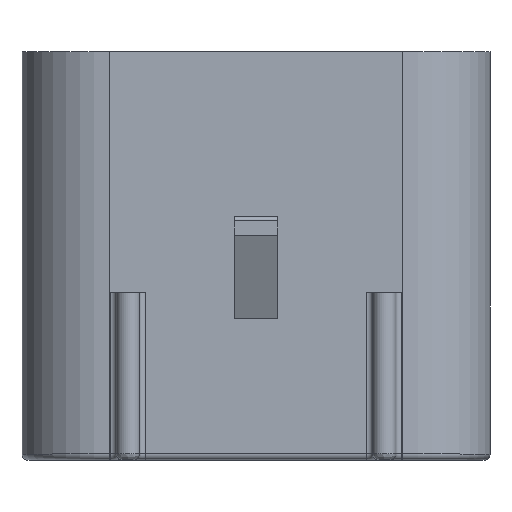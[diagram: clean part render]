
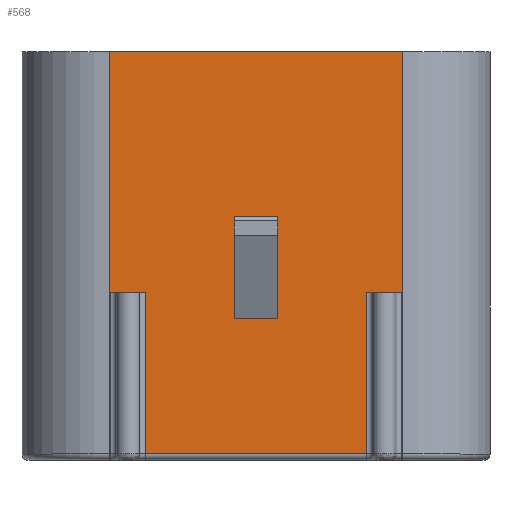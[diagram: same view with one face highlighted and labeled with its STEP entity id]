
A CAD part, top view. The second image highlights one B-rep face of the part: STEP entity #568.
In plain terms, the highlighted planar face has unit normal (0, 0, 1).
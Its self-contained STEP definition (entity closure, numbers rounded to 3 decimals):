
#551=FACE_BOUND('',#1266,.T.);
#552=FACE_BOUND('',#1267,.T.);
#568=ADVANCED_FACE('',(#551,#552),#840,.T.);
#840=PLANE('',#5215);
#1266=EDGE_LOOP('',(#2563,#2564,#2565,#2566,#2567,#2568,#2569,#2570,#2571,
#2572,#2573,#2574));
#1267=EDGE_LOOP('',(#2575,#2576,#2577,#2578));
#1562=LINE('',#7426,#1985);
#1615=LINE('',#7732,#2038);
#1616=LINE('',#7736,#2039);
#1617=LINE('',#7739,#2040);
#1618=LINE('',#7740,#2041);
#1619=LINE('',#7742,#2042);
#1620=LINE('',#7744,#2043);
#1621=LINE('',#7746,#2044);
#1622=LINE('',#7748,#2045);
#1623=LINE('',#7750,#2046);
#1624=LINE('',#7752,#2047);
#1625=LINE('',#7754,#2048);
#1626=LINE('',#7755,#2049);
#1627=LINE('',#7758,#2050);
#1628=LINE('',#7760,#2051);
#1629=LINE('',#7762,#2052);
#1985=VECTOR('',#5769,1.);
#2038=VECTOR('',#5946,1.);
#2039=VECTOR('',#5951,1.);
#2040=VECTOR('',#5952,1.);
#2041=VECTOR('',#5953,1.);
#2042=VECTOR('',#5954,1.);
#2043=VECTOR('',#5955,1.);
#2044=VECTOR('',#5956,1.);
#2045=VECTOR('',#5957,1.);
#2046=VECTOR('',#5958,1.);
#2047=VECTOR('',#5959,1.);
#2048=VECTOR('',#5960,1.);
#2049=VECTOR('',#5961,1.);
#2050=VECTOR('',#5962,1.);
#2051=VECTOR('',#5963,1.);
#2052=VECTOR('',#5964,1.);
#2563=ORIENTED_EDGE('',*,*,#4527,.T.);
#2564=ORIENTED_EDGE('',*,*,#4528,.T.);
#2565=ORIENTED_EDGE('',*,*,#4525,.F.);
#2566=ORIENTED_EDGE('',*,*,#4409,.T.);
#2567=ORIENTED_EDGE('',*,*,#4529,.T.);
#2568=ORIENTED_EDGE('',*,*,#4530,.T.);
#2569=ORIENTED_EDGE('',*,*,#4531,.T.);
#2570=ORIENTED_EDGE('',*,*,#4532,.F.);
#2571=ORIENTED_EDGE('',*,*,#4533,.T.);
#2572=ORIENTED_EDGE('',*,*,#4534,.T.);
#2573=ORIENTED_EDGE('',*,*,#4535,.T.);
#2574=ORIENTED_EDGE('',*,*,#4536,.F.);
#2575=ORIENTED_EDGE('',*,*,#4537,.F.);
#2576=ORIENTED_EDGE('',*,*,#4538,.F.);
#2577=ORIENTED_EDGE('',*,*,#4539,.T.);
#2578=ORIENTED_EDGE('',*,*,#4540,.F.);
#3919=VERTEX_POINT('',#7425);
#3920=VERTEX_POINT('',#7427);
#4025=VERTEX_POINT('',#7733);
#4026=VERTEX_POINT('',#7737);
#4027=VERTEX_POINT('',#7738);
#4028=VERTEX_POINT('',#7741);
#4029=VERTEX_POINT('',#7743);
#4030=VERTEX_POINT('',#7745);
#4031=VERTEX_POINT('',#7747);
#4032=VERTEX_POINT('',#7749);
#4033=VERTEX_POINT('',#7751);
#4034=VERTEX_POINT('',#7753);
#4035=VERTEX_POINT('',#7756);
#4036=VERTEX_POINT('',#7757);
#4037=VERTEX_POINT('',#7759);
#4038=VERTEX_POINT('',#7761);
#4409=EDGE_CURVE('',#3920,#3919,#1562,.T.);
#4525=EDGE_CURVE('',#3920,#4025,#1615,.T.);
#4527=EDGE_CURVE('',#4026,#4027,#1616,.T.);
#4528=EDGE_CURVE('',#4027,#4025,#1617,.T.);
#4529=EDGE_CURVE('',#3919,#4028,#1618,.T.);
#4530=EDGE_CURVE('',#4028,#4029,#1619,.T.);
#4531=EDGE_CURVE('',#4029,#4030,#1620,.T.);
#4532=EDGE_CURVE('',#4031,#4030,#1621,.T.);
#4533=EDGE_CURVE('',#4031,#4032,#1622,.T.);
#4534=EDGE_CURVE('',#4032,#4033,#1623,.T.);
#4535=EDGE_CURVE('',#4033,#4034,#1624,.T.);
#4536=EDGE_CURVE('',#4026,#4034,#1625,.T.);
#4537=EDGE_CURVE('',#4035,#4036,#1626,.T.);
#4538=EDGE_CURVE('',#4037,#4035,#1627,.T.);
#4539=EDGE_CURVE('',#4037,#4038,#1628,.T.);
#4540=EDGE_CURVE('',#4036,#4038,#1629,.T.);
#5215=AXIS2_PLACEMENT_3D('',#7763,#5965,#5966);
#5769=DIRECTION('',(-1.,0.,0.));
#5946=DIRECTION('',(0.,-1.,0.));
#5951=DIRECTION('',(0.,-1.,0.));
#5952=DIRECTION('',(1.,0.,0.));
#5953=DIRECTION('',(0.,-1.,0.));
#5954=DIRECTION('',(1.,0.,0.));
#5955=DIRECTION('',(0.,1.,0.));
#5956=DIRECTION('',(-1.,0.,0.));
#5957=DIRECTION('',(0.,-1.,0.));
#5958=DIRECTION('',(1.,0.,0.));
#5959=DIRECTION('',(0.,1.,0.));
#5960=DIRECTION('',(-1.,0.,0.));
#5961=DIRECTION('',(0.,-1.,0.));
#5962=DIRECTION('',(-1.,0.,0.));
#5963=DIRECTION('',(0.,-1.,0.));
#5964=DIRECTION('',(1.,0.,0.));
#5965=DIRECTION('',(0.,0.,1.));
#5966=DIRECTION('',(0.,-1.,0.));
#7425=CARTESIAN_POINT('',(11.331,22.598,16.889));
#7426=CARTESIAN_POINT('',(21.406,22.598,16.889));
#7427=CARTESIAN_POINT('',(26.411,22.598,16.889));
#7732=CARTESIAN_POINT('',(26.411,22.098,16.889));
#7733=CARTESIAN_POINT('',(26.411,1.898,16.889));
#7736=CARTESIAN_POINT('',(26.371,1.598,16.889));
#7737=CARTESIAN_POINT('',(26.371,10.198,16.889));
#7738=CARTESIAN_POINT('',(26.371,1.898,16.889));
#7739=CARTESIAN_POINT('',(21.406,1.898,16.889));
#7740=CARTESIAN_POINT('',(11.331,22.098,16.889));
#7741=CARTESIAN_POINT('',(11.331,1.898,16.889));
#7742=CARTESIAN_POINT('',(21.406,1.898,16.889));
#7743=CARTESIAN_POINT('',(11.371,1.898,16.889));
#7744=CARTESIAN_POINT('',(11.371,10.198,16.889));
#7745=CARTESIAN_POINT('',(11.371,10.198,16.889));
#7746=CARTESIAN_POINT('',(21.406,10.198,16.889));
#7747=CARTESIAN_POINT('',(13.171,10.198,16.889));
#7748=CARTESIAN_POINT('',(13.171,1.598,16.889));
#7749=CARTESIAN_POINT('',(13.171,1.898,16.889));
#7750=CARTESIAN_POINT('',(21.406,1.898,16.889));
#7751=CARTESIAN_POINT('',(24.571,1.898,16.889));
#7752=CARTESIAN_POINT('',(24.571,10.198,16.889));
#7753=CARTESIAN_POINT('',(24.571,10.198,16.889));
#7754=CARTESIAN_POINT('',(21.406,10.198,16.889));
#7755=CARTESIAN_POINT('',(17.746,18.85,16.889));
#7756=CARTESIAN_POINT('',(17.746,13.786,16.889));
#7757=CARTESIAN_POINT('',(17.746,8.85,16.889));
#7758=CARTESIAN_POINT('',(18.871,13.786,16.889));
#7759=CARTESIAN_POINT('',(19.996,13.786,16.889));
#7760=CARTESIAN_POINT('',(19.996,18.85,16.889));
#7761=CARTESIAN_POINT('',(19.996,8.85,16.889));
#7762=CARTESIAN_POINT('',(18.871,8.85,16.889));
#7763=CARTESIAN_POINT('',(21.406,22.098,16.889));
